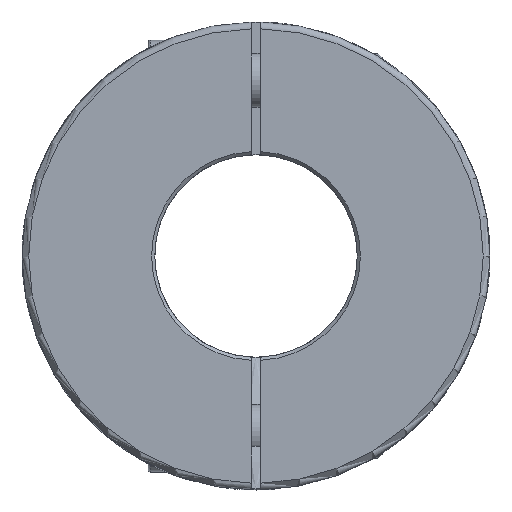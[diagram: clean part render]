
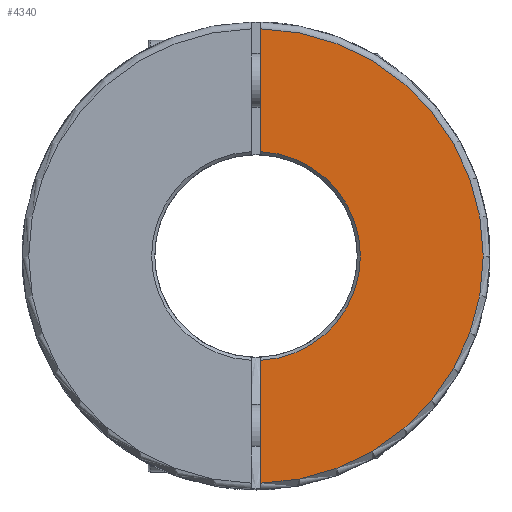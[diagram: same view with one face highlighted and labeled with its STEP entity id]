
A CAD part, left-side view. The second image highlights one B-rep face of the part: STEP entity #4340.
In plain terms, the highlighted planar face has unit normal (-1, 0, 0).
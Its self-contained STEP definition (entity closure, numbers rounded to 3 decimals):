
#252 = CARTESIAN_POINT ( 'NONE',  ( -40.25, -1., 23.178 ) ) ;
#390 = ORIENTED_EDGE ( 'NONE', *, *, #2427, .T. ) ;
#474 = CARTESIAN_POINT ( 'NONE',  ( -40.25, -1., 0. ) ) ;
#735 = CARTESIAN_POINT ( 'NONE',  ( -40.25, -1., -23.178 ) ) ;
#949 = VECTOR ( 'NONE', #7290, 1000. ) ;
#1036 = AXIS2_PLACEMENT_3D ( 'NONE', #1960, #8811, #2627 ) ;
#1228 = AXIS2_PLACEMENT_3D ( 'NONE', #4022, #4659, #6839 ) ;
#1577 = ORIENTED_EDGE ( 'NONE', *, *, #7025, .F. ) ;
#1594 = ORIENTED_EDGE ( 'NONE', *, *, #4577, .F. ) ;
#1662 = CARTESIAN_POINT ( 'NONE',  ( -40.25, 0., 0. ) ) ;
#1939 = VERTEX_POINT ( 'NONE', #5305 ) ;
#1960 = CARTESIAN_POINT ( 'NONE',  ( -40.25, 0., 0. ) ) ;
#1988 = PLANE ( 'NONE',  #1228 ) ;
#2207 = EDGE_LOOP ( 'NONE', ( #1577, #6062, #1594, #390 ) ) ;
#2384 = VERTEX_POINT ( 'NONE', #6322 ) ;
#2427 = EDGE_CURVE ( 'NONE', #5658, #8488, #4648, .T. ) ;
#2627 = DIRECTION ( 'NONE',  ( 0., 0., -1. ) ) ;
#3238 = LINE ( 'NONE', #474, #7977 ) ;
#3927 = AXIS2_PLACEMENT_3D ( 'NONE', #1662, #4326, #5638 ) ;
#4022 = CARTESIAN_POINT ( 'NONE',  ( -40.25, 0., 0. ) ) ;
#4326 = DIRECTION ( 'NONE',  ( 1., 0., 0. ) ) ;
#4340 = ADVANCED_FACE ( 'NONE', ( #5333 ), #1988, .F. ) ;
#4577 = EDGE_CURVE ( 'NONE', #5658, #2384, #8700, .T. ) ;
#4648 = CIRCLE ( 'NONE', #3927, 23.2 ) ;
#4659 = DIRECTION ( 'NONE',  ( 1., 0., 0. ) ) ;
#4780 = CIRCLE ( 'NONE', #1036, 50.5 ) ;
#5239 = CARTESIAN_POINT ( 'NONE',  ( -40.25, -1., 0. ) ) ;
#5305 = CARTESIAN_POINT ( 'NONE',  ( -40.25, -1., -50.49 ) ) ;
#5333 = FACE_OUTER_BOUND ( 'NONE', #2207, .T. ) ;
#5638 = DIRECTION ( 'NONE',  ( 0., 0., -1. ) ) ;
#5658 = VERTEX_POINT ( 'NONE', #252 ) ;
#6062 = ORIENTED_EDGE ( 'NONE', *, *, #6755, .T. ) ;
#6322 = CARTESIAN_POINT ( 'NONE',  ( -40.25, -1., 50.49 ) ) ;
#6755 = EDGE_CURVE ( 'NONE', #1939, #2384, #4780, .T. ) ;
#6839 = DIRECTION ( 'NONE',  ( 0., 1., 0. ) ) ;
#7025 = EDGE_CURVE ( 'NONE', #1939, #8488, #3238, .T. ) ;
#7290 = DIRECTION ( 'NONE',  ( 0., 0., 1. ) ) ;
#7977 = VECTOR ( 'NONE', #8048, 1000. ) ;
#8048 = DIRECTION ( 'NONE',  ( 0., 0., 1. ) ) ;
#8488 = VERTEX_POINT ( 'NONE', #735 ) ;
#8700 = LINE ( 'NONE', #5239, #949 ) ;
#8811 = DIRECTION ( 'NONE',  ( -1., 0., 0. ) ) ;
